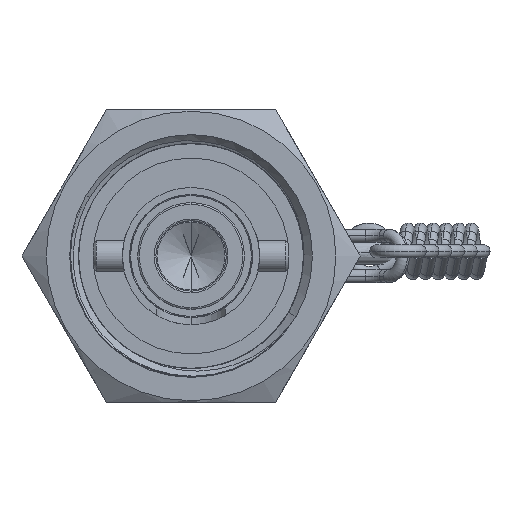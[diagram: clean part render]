
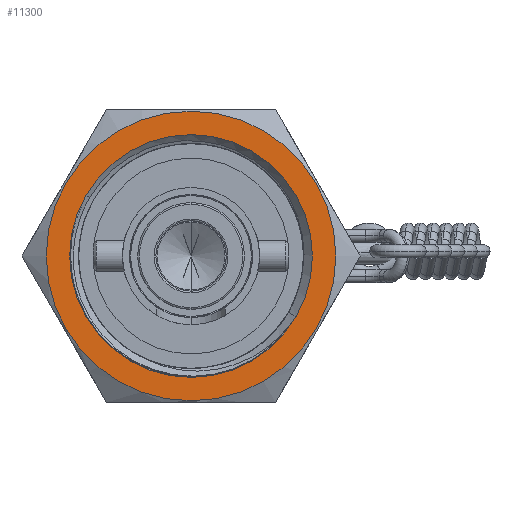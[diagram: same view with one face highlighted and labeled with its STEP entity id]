
A CAD part, left-side view. The second image highlights one B-rep face of the part: STEP entity #11300.
In plain terms, the highlighted face is planar.
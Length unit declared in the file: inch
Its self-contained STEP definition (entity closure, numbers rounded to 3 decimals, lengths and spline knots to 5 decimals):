
#56 = AXIS2_PLACEMENT_3D ( 'NONE', #3893, #3964, #9837 ) ;
#145 = EDGE_CURVE ( 'NONE', #6557, #4170, #14113, .T. ) ;
#326 = ORIENTED_EDGE ( 'NONE', *, *, #3931, .T. ) ;
#669 = EDGE_LOOP ( 'NONE', ( #6328, #8635 ) ) ;
#807 = AXIS2_PLACEMENT_3D ( 'NONE', #13317, #14658, #5450 ) ;
#915 = CIRCLE ( 'NONE', #10709, 0.68 ) ;
#1951 = FACE_OUTER_BOUND ( 'NONE', #6033, .T. ) ;
#2009 = CARTESIAN_POINT ( 'NONE',  ( 0., 0., 0. ) ) ;
#3563 = CARTESIAN_POINT ( 'NONE',  ( 0., 0.68, 0. ) ) ;
#3893 = CARTESIAN_POINT ( 'NONE',  ( 0., 0., 0. ) ) ;
#3931 = EDGE_CURVE ( 'NONE', #4170, #6557, #915, .T. ) ;
#3964 = DIRECTION ( 'NONE',  ( 1., 0., 0. ) ) ;
#4170 = VERTEX_POINT ( 'NONE', #10195 ) ;
#5450 = DIRECTION ( 'NONE',  ( 0., 0., -1. ) ) ;
#5612 = FACE_BOUND ( 'NONE', #669, .T. ) ;
#5840 = EDGE_CURVE ( 'NONE', #13959, #15699, #7446, .T. ) ;
#6033 = EDGE_LOOP ( 'NONE', ( #18945, #326 ) ) ;
#6328 = ORIENTED_EDGE ( 'NONE', *, *, #5840, .F. ) ;
#6437 = CARTESIAN_POINT ( 'NONE',  ( 0., 0., -0.57 ) ) ;
#6506 = PLANE ( 'NONE',  #13968 ) ;
#6557 = VERTEX_POINT ( 'NONE', #12092 ) ;
#6852 = DIRECTION ( 'NONE',  ( 1., 0., 0. ) ) ;
#7446 = CIRCLE ( 'NONE', #56, 0.57 ) ;
#8132 = DIRECTION ( 'NONE',  ( 0., 0., -1. ) ) ;
#8572 = CARTESIAN_POINT ( 'NONE',  ( 0., 0., 0.57 ) ) ;
#8635 = ORIENTED_EDGE ( 'NONE', *, *, #16582, .F. ) ;
#9391 = AXIS2_PLACEMENT_3D ( 'NONE', #19130, #11444, #11583 ) ;
#9837 = DIRECTION ( 'NONE',  ( 0., 0., -1. ) ) ;
#10195 = CARTESIAN_POINT ( 'NONE',  ( 0., 0., -0.68 ) ) ;
#10709 = AXIS2_PLACEMENT_3D ( 'NONE', #2009, #6852, #8132 ) ;
#11300 = ADVANCED_FACE ( 'NONE', ( #1951, #5612 ), #6506, .T. ) ;
#11444 = DIRECTION ( 'NONE',  ( 1., 0., 0. ) ) ;
#11583 = DIRECTION ( 'NONE',  ( 0., 0., -1. ) ) ;
#12092 = CARTESIAN_POINT ( 'NONE',  ( 0., 0., 0.68 ) ) ;
#13317 = CARTESIAN_POINT ( 'NONE',  ( 0., 0., 0. ) ) ;
#13959 = VERTEX_POINT ( 'NONE', #6437 ) ;
#13968 = AXIS2_PLACEMENT_3D ( 'NONE', #3563, #14349, #15893 ) ;
#14113 = CIRCLE ( 'NONE', #9391, 0.68 ) ;
#14349 = DIRECTION ( 'NONE',  ( 1., 0., 0. ) ) ;
#14658 = DIRECTION ( 'NONE',  ( 1., 0., 0. ) ) ;
#15699 = VERTEX_POINT ( 'NONE', #8572 ) ;
#15893 = DIRECTION ( 'NONE',  ( 0., 0., -1. ) ) ;
#16582 = EDGE_CURVE ( 'NONE', #15699, #13959, #18989, .T. ) ;
#18945 = ORIENTED_EDGE ( 'NONE', *, *, #145, .T. ) ;
#18989 = CIRCLE ( 'NONE', #807, 0.57 ) ;
#19130 = CARTESIAN_POINT ( 'NONE',  ( 0., 0., 0. ) ) ;
